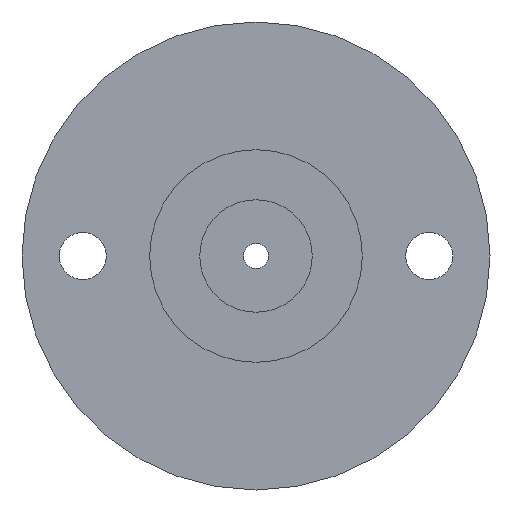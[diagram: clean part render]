
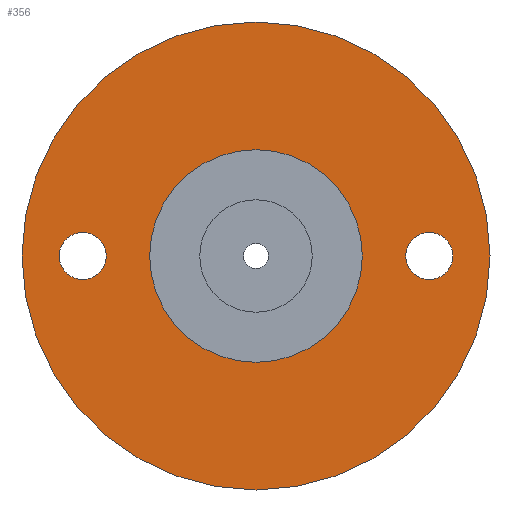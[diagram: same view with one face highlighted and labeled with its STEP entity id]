
A CAD part, front view. The second image highlights one B-rep face of the part: STEP entity #356.
In plain terms, the highlighted planar face has unit normal (0, -1, 0).
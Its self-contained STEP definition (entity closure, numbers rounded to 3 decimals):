
#11 = CARTESIAN_POINT ( 'NONE',  ( 8.33, 0., 1.13 ) ) ;
#17 = CIRCLE ( 'NONE', #193, 11.25 ) ;
#19 = CIRCLE ( 'NONE', #108, 1.13 ) ;
#33 = CIRCLE ( 'NONE', #162, 11.25 ) ;
#37 = DIRECTION ( 'NONE',  ( 0., 0., -1. ) ) ;
#40 = VERTEX_POINT ( 'NONE', #630 ) ;
#41 = CARTESIAN_POINT ( 'NONE',  ( 0., 0., 0. ) ) ;
#46 = AXIS2_PLACEMENT_3D ( 'NONE', #41, #379, #47 ) ;
#47 = DIRECTION ( 'NONE',  ( 0., 0., 1. ) ) ;
#50 = EDGE_CURVE ( 'NONE', #435, #157, #656, .T. ) ;
#56 = DIRECTION ( 'NONE',  ( 0., -1., 0. ) ) ;
#64 = CIRCLE ( 'NONE', #46, 5.11 ) ;
#71 = CARTESIAN_POINT ( 'NONE',  ( 8.33, 0., 0. ) ) ;
#82 = DIRECTION ( 'NONE',  ( 0., 0., -1. ) ) ;
#91 = DIRECTION ( 'NONE',  ( 0., -1., 0. ) ) ;
#99 = VERTEX_POINT ( 'NONE', #508 ) ;
#108 = AXIS2_PLACEMENT_3D ( 'NONE', #155, #677, #270 ) ;
#114 = DIRECTION ( 'NONE',  ( 0., 1., 0. ) ) ;
#121 = VERTEX_POINT ( 'NONE', #327 ) ;
#126 = FACE_BOUND ( 'NONE', #727, .T. ) ;
#146 = DIRECTION ( 'NONE',  ( 0., 0., 1. ) ) ;
#155 = CARTESIAN_POINT ( 'NONE',  ( -8.33, 0., 0. ) ) ;
#157 = VERTEX_POINT ( 'NONE', #11 ) ;
#161 = DIRECTION ( 'NONE',  ( 0., 0., -1. ) ) ;
#162 = AXIS2_PLACEMENT_3D ( 'NONE', #274, #285, #739 ) ;
#167 = VERTEX_POINT ( 'NONE', #407 ) ;
#193 = AXIS2_PLACEMENT_3D ( 'NONE', #505, #114, #566 ) ;
#200 = AXIS2_PLACEMENT_3D ( 'NONE', #550, #431, #37 ) ;
#227 = ORIENTED_EDGE ( 'NONE', *, *, #534, .F. ) ;
#235 = EDGE_CURVE ( 'NONE', #157, #435, #553, .T. ) ;
#245 = CARTESIAN_POINT ( 'NONE',  ( 0., 0., 0. ) ) ;
#264 = VERTEX_POINT ( 'NONE', #539 ) ;
#270 = DIRECTION ( 'NONE',  ( 0., 0., -1. ) ) ;
#273 = ORIENTED_EDGE ( 'NONE', *, *, #50, .F. ) ;
#274 = CARTESIAN_POINT ( 'NONE',  ( 0., 0., 0. ) ) ;
#280 = AXIS2_PLACEMENT_3D ( 'NONE', #71, #413, #82 ) ;
#285 = DIRECTION ( 'NONE',  ( 0., 1., 0. ) ) ;
#295 = PLANE ( 'NONE',  #357 ) ;
#320 = CARTESIAN_POINT ( 'NONE',  ( 0., 0., 11.25 ) ) ;
#327 = CARTESIAN_POINT ( 'NONE',  ( 0., 0., -11.25 ) ) ;
#335 = CARTESIAN_POINT ( 'NONE',  ( 8.33, 0., 0. ) ) ;
#346 = ORIENTED_EDGE ( 'NONE', *, *, #679, .F. ) ;
#356 = ADVANCED_FACE ( 'NONE', ( #671, #689, #126, #380 ), #295, .F. ) ;
#357 = AXIS2_PLACEMENT_3D ( 'NONE', #245, #487, #146 ) ;
#361 = EDGE_CURVE ( 'NONE', #40, #99, #663, .T. ) ;
#379 = DIRECTION ( 'NONE',  ( 0., -1., 0. ) ) ;
#380 = FACE_OUTER_BOUND ( 'NONE', #444, .T. ) ;
#407 = CARTESIAN_POINT ( 'NONE',  ( 0., 0., 5.11 ) ) ;
#413 = DIRECTION ( 'NONE',  ( 0., -1., 0. ) ) ;
#424 = DIRECTION ( 'NONE',  ( 0., 0., 1. ) ) ;
#430 = EDGE_CURVE ( 'NONE', #167, #264, #512, .T. ) ;
#431 = DIRECTION ( 'NONE',  ( 0., -1., 0. ) ) ;
#432 = CARTESIAN_POINT ( 'NONE',  ( 0., 0., 0. ) ) ;
#434 = ORIENTED_EDGE ( 'NONE', *, *, #728, .F. ) ;
#435 = VERTEX_POINT ( 'NONE', #606 ) ;
#444 = EDGE_LOOP ( 'NONE', ( #434, #346 ) ) ;
#469 = ORIENTED_EDGE ( 'NONE', *, *, #430, .F. ) ;
#487 = DIRECTION ( 'NONE',  ( 0., 1., 0. ) ) ;
#503 = AXIS2_PLACEMENT_3D ( 'NONE', #335, #56, #161 ) ;
#505 = CARTESIAN_POINT ( 'NONE',  ( 0., 0., 0. ) ) ;
#508 = CARTESIAN_POINT ( 'NONE',  ( -8.33, 0., -1.13 ) ) ;
#512 = CIRCLE ( 'NONE', #582, 5.11 ) ;
#526 = EDGE_LOOP ( 'NONE', ( #737, #562 ) ) ;
#530 = VERTEX_POINT ( 'NONE', #320 ) ;
#534 = EDGE_CURVE ( 'NONE', #264, #167, #64, .T. ) ;
#539 = CARTESIAN_POINT ( 'NONE',  ( 0., 0., -5.11 ) ) ;
#550 = CARTESIAN_POINT ( 'NONE',  ( -8.33, 0., 0. ) ) ;
#553 = CIRCLE ( 'NONE', #280, 1.13 ) ;
#562 = ORIENTED_EDGE ( 'NONE', *, *, #361, .F. ) ;
#566 = DIRECTION ( 'NONE',  ( 0., 0., 1. ) ) ;
#582 = AXIS2_PLACEMENT_3D ( 'NONE', #432, #91, #424 ) ;
#606 = CARTESIAN_POINT ( 'NONE',  ( 8.33, 0., -1.13 ) ) ;
#610 = EDGE_CURVE ( 'NONE', #99, #40, #19, .T. ) ;
#630 = CARTESIAN_POINT ( 'NONE',  ( -8.33, 0., 1.13 ) ) ;
#656 = CIRCLE ( 'NONE', #503, 1.13 ) ;
#663 = CIRCLE ( 'NONE', #200, 1.13 ) ;
#671 = FACE_BOUND ( 'NONE', #707, .T. ) ;
#677 = DIRECTION ( 'NONE',  ( 0., -1., 0. ) ) ;
#679 = EDGE_CURVE ( 'NONE', #530, #121, #17, .T. ) ;
#689 = FACE_BOUND ( 'NONE', #526, .T. ) ;
#707 = EDGE_LOOP ( 'NONE', ( #469, #227 ) ) ;
#708 = ORIENTED_EDGE ( 'NONE', *, *, #235, .F. ) ;
#727 = EDGE_LOOP ( 'NONE', ( #273, #708 ) ) ;
#728 = EDGE_CURVE ( 'NONE', #121, #530, #33, .T. ) ;
#737 = ORIENTED_EDGE ( 'NONE', *, *, #610, .F. ) ;
#739 = DIRECTION ( 'NONE',  ( 0., 0., 1. ) ) ;
